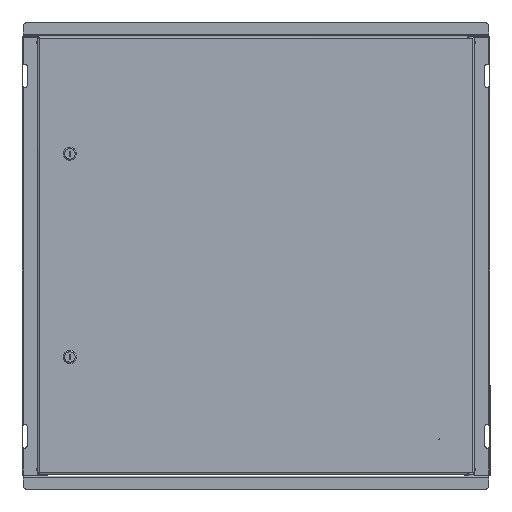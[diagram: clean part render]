
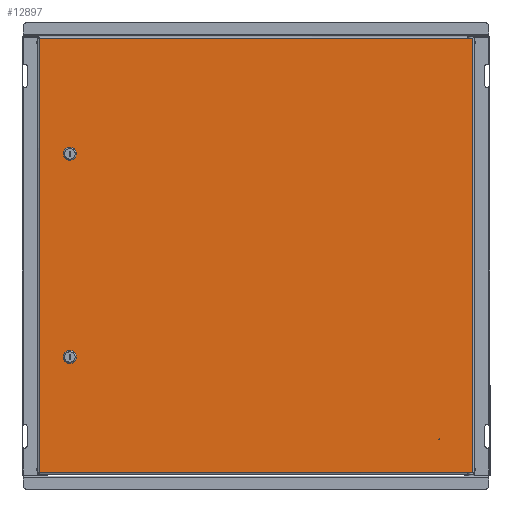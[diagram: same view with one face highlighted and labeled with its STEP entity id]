
A CAD part, top view. The second image highlights one B-rep face of the part: STEP entity #12897.
In plain terms, the highlighted planar face has unit normal (0, 0, 1).
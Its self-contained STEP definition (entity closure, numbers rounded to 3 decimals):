
#91 = EDGE_CURVE ( 'NONE', #7122, #17325, #7931, .T. ) ;
#337 = VERTEX_POINT ( 'NONE', #4265 ) ;
#394 = EDGE_CURVE ( 'NONE', #8633, #10754, #5819, .T. ) ;
#691 = CARTESIAN_POINT ( 'NONE',  ( -308.75, -168.29, 0. ) ) ;
#785 = CIRCLE ( 'NONE', #10892, 9.5 ) ;
#822 = VERTEX_POINT ( 'NONE', #9964 ) ;
#877 = VERTEX_POINT ( 'NONE', #7197 ) ;
#1008 = CARTESIAN_POINT ( 'NONE',  ( -317., -173., 0. ) ) ;
#1031 = VERTEX_POINT ( 'NONE', #2274 ) ;
#1107 = LINE ( 'NONE', #9011, #9412 ) ;
#1278 = CARTESIAN_POINT ( 'NONE',  ( -325.25, 177.71, 0. ) ) ;
#1352 = CARTESIAN_POINT ( 'NONE',  ( 370.788, 369.9, 0. ) ) ;
#1437 = DIRECTION ( 'NONE',  ( 0., -1., 0. ) ) ;
#1537 = CIRCLE ( 'NONE', #9688, 9.5 ) ;
#1565 = DIRECTION ( 'NONE',  ( 0., 0., 1. ) ) ;
#1577 = CARTESIAN_POINT ( 'NONE',  ( -325.25, -177.71, 0. ) ) ;
#1629 = LINE ( 'NONE', #12344, #10953 ) ;
#1655 = EDGE_CURVE ( 'NONE', #8656, #877, #1629, .T. ) ;
#2274 = CARTESIAN_POINT ( 'NONE',  ( 312.5, -313., 0. ) ) ;
#2322 = EDGE_CURVE ( 'NONE', #822, #8656, #13364, .T. ) ;
#2461 = FACE_BOUND ( 'NONE', #16079, .T. ) ;
#2466 = EDGE_CURVE ( 'NONE', #1031, #15926, #4076, .T. ) ;
#2635 = FACE_OUTER_BOUND ( 'NONE', #4682, .T. ) ;
#2698 = CARTESIAN_POINT ( 'NONE',  ( 312., -313., 0. ) ) ;
#2704 = AXIS2_PLACEMENT_3D ( 'NONE', #12691, #10085, #8738 ) ;
#2781 = EDGE_CURVE ( 'NONE', #17325, #8548, #16477, .T. ) ;
#2794 = ORIENTED_EDGE ( 'NONE', *, *, #394, .F. ) ;
#2867 = DIRECTION ( 'NONE',  ( 0., 0., 1. ) ) ;
#3128 = EDGE_CURVE ( 'NONE', #13759, #9563, #14643, .T. ) ;
#3215 = EDGE_CURVE ( 'NONE', #14431, #7122, #785, .T. ) ;
#3222 = ORIENTED_EDGE ( 'NONE', *, *, #1655, .T. ) ;
#3371 = AXIS2_PLACEMENT_3D ( 'NONE', #2698, #5406, #6622 ) ;
#3412 = LINE ( 'NONE', #11340, #6010 ) ;
#3427 = ORIENTED_EDGE ( 'NONE', *, *, #5817, .F. ) ;
#3795 = CARTESIAN_POINT ( 'NONE',  ( 360., 369.9, 0. ) ) ;
#3925 = CARTESIAN_POINT ( 'NONE',  ( 312., -313., 0. ) ) ;
#4076 = CIRCLE ( 'NONE', #13341, 0.5 ) ;
#4264 = CARTESIAN_POINT ( 'NONE',  ( -317., 173., 0. ) ) ;
#4265 = CARTESIAN_POINT ( 'NONE',  ( 368.9, -369.9, 0. ) ) ;
#4416 = DIRECTION ( 'NONE',  ( 0., -1., 0. ) ) ;
#4495 = VERTEX_POINT ( 'NONE', #16179 ) ;
#4653 = ORIENTED_EDGE ( 'NONE', *, *, #3128, .T. ) ;
#4682 = EDGE_LOOP ( 'NONE', ( #6903, #4653, #8319, #9950, #9735, #3222 ) ) ;
#5016 = DIRECTION ( 'NONE',  ( 0., -1., 0. ) ) ;
#5325 = DIRECTION ( 'NONE',  ( 0., 0., 1. ) ) ;
#5406 = DIRECTION ( 'NONE',  ( 0., 0., 1. ) ) ;
#5484 = DIRECTION ( 'NONE',  ( 1., 0., 0. ) ) ;
#5758 = CARTESIAN_POINT ( 'NONE',  ( -317., 173., 0. ) ) ;
#5817 = EDGE_CURVE ( 'NONE', #15926, #1031, #8136, .T. ) ;
#5819 = LINE ( 'NONE', #6806, #17354 ) ;
#5823 = ORIENTED_EDGE ( 'NONE', *, *, #10924, .F. ) ;
#5849 = ORIENTED_EDGE ( 'NONE', *, *, #3215, .T. ) ;
#6010 = VECTOR ( 'NONE', #8780, 1000. ) ;
#6252 = ORIENTED_EDGE ( 'NONE', *, *, #14971, .F. ) ;
#6319 = DIRECTION ( 'NONE',  ( 0., 0., -1. ) ) ;
#6586 = VECTOR ( 'NONE', #11817, 1000. ) ;
#6622 = DIRECTION ( 'NONE',  ( 1., 0., 0. ) ) ;
#6695 = DIRECTION ( 'NONE',  ( 0., 1., 0. ) ) ;
#6791 = CARTESIAN_POINT ( 'NONE',  ( -325.25, -168.29, 0. ) ) ;
#6806 = CARTESIAN_POINT ( 'NONE',  ( -325.25, 168.29, 0. ) ) ;
#6903 = ORIENTED_EDGE ( 'NONE', *, *, #10082, .T. ) ;
#6981 = DIRECTION ( 'NONE',  ( 1., 0., 0. ) ) ;
#7122 = VERTEX_POINT ( 'NONE', #1577 ) ;
#7197 = CARTESIAN_POINT ( 'NONE',  ( -368.9, 369.9, 0. ) ) ;
#7828 = FACE_BOUND ( 'NONE', #11676, .T. ) ;
#7931 = LINE ( 'NONE', #6791, #10627 ) ;
#7942 = ORIENTED_EDGE ( 'NONE', *, *, #91, .T. ) ;
#7985 = FACE_BOUND ( 'NONE', #14957, .T. ) ;
#8006 = LINE ( 'NONE', #14777, #11383 ) ;
#8136 = CIRCLE ( 'NONE', #3371, 0.5 ) ;
#8172 = CARTESIAN_POINT ( 'NONE',  ( -308.75, -177.71, 0. ) ) ;
#8319 = ORIENTED_EDGE ( 'NONE', *, *, #10291, .T. ) ;
#8548 = VERTEX_POINT ( 'NONE', #691 ) ;
#8633 = VERTEX_POINT ( 'NONE', #1278 ) ;
#8656 = VERTEX_POINT ( 'NONE', #3795 ) ;
#8738 = DIRECTION ( 'NONE',  ( 1., 0., 0. ) ) ;
#8780 = DIRECTION ( 'NONE',  ( 1., 0., 0. ) ) ;
#9011 = CARTESIAN_POINT ( 'NONE',  ( -368.9, 371.788, 0. ) ) ;
#9069 = DIRECTION ( 'NONE',  ( 1., 0., 0. ) ) ;
#9099 = ORIENTED_EDGE ( 'NONE', *, *, #2466, .F. ) ;
#9192 = AXIS2_PLACEMENT_3D ( 'NONE', #4264, #2867, #6981 ) ;
#9311 = DIRECTION ( 'NONE',  ( 1., 0., 0. ) ) ;
#9394 = CARTESIAN_POINT ( 'NONE',  ( -370.788, -369.9, 0. ) ) ;
#9412 = VECTOR ( 'NONE', #5016, 1000. ) ;
#9504 = EDGE_CURVE ( 'NONE', #337, #822, #11606, .T. ) ;
#9563 = VERTEX_POINT ( 'NONE', #15894 ) ;
#9688 = AXIS2_PLACEMENT_3D ( 'NONE', #5758, #1565, #5484 ) ;
#9735 = ORIENTED_EDGE ( 'NONE', *, *, #2322, .T. ) ;
#9950 = ORIENTED_EDGE ( 'NONE', *, *, #9504, .T. ) ;
#9964 = CARTESIAN_POINT ( 'NONE',  ( 368.9, 369.9, 0. ) ) ;
#10082 = EDGE_CURVE ( 'NONE', #877, #13759, #1107, .T. ) ;
#10085 = DIRECTION ( 'NONE',  ( 0., 0., -1. ) ) ;
#10291 = EDGE_CURVE ( 'NONE', #9563, #337, #3412, .T. ) ;
#10566 = CARTESIAN_POINT ( 'NONE',  ( 368.9, -371.788, 0. ) ) ;
#10627 = VECTOR ( 'NONE', #6695, 1000. ) ;
#10754 = VERTEX_POINT ( 'NONE', #11663 ) ;
#10892 = AXIS2_PLACEMENT_3D ( 'NONE', #1008, #6319, #11712 ) ;
#10924 = EDGE_CURVE ( 'NONE', #10754, #16218, #1537, .T. ) ;
#10953 = VECTOR ( 'NONE', #11037, 1000. ) ;
#11037 = DIRECTION ( 'NONE',  ( -1., 0., 0. ) ) ;
#11340 = CARTESIAN_POINT ( 'NONE',  ( -370.788, -369.9, 0. ) ) ;
#11383 = VECTOR ( 'NONE', #17260, 1000. ) ;
#11540 = ORIENTED_EDGE ( 'NONE', *, *, #12480, .F. ) ;
#11606 = LINE ( 'NONE', #10566, #13294 ) ;
#11663 = CARTESIAN_POINT ( 'NONE',  ( -325.25, 168.29, 0. ) ) ;
#11676 = EDGE_LOOP ( 'NONE', ( #6252, #11540, #5823, #2794 ) ) ;
#11682 = EDGE_CURVE ( 'NONE', #8548, #14431, #13451, .T. ) ;
#11712 = DIRECTION ( 'NONE',  ( 1., 0., 0. ) ) ;
#11817 = DIRECTION ( 'NONE',  ( -1., 0., 0. ) ) ;
#11977 = VECTOR ( 'NONE', #13677, 1000. ) ;
#12344 = CARTESIAN_POINT ( 'NONE',  ( 370.788, 369.9, 0. ) ) ;
#12480 = EDGE_CURVE ( 'NONE', #16218, #4495, #8006, .T. ) ;
#12660 = CARTESIAN_POINT ( 'NONE',  ( -368.9, -369.9, 0. ) ) ;
#12691 = CARTESIAN_POINT ( 'NONE',  ( -317., -173., 0. ) ) ;
#12897 = ADVANCED_FACE ( 'NONE', ( #2461, #7828, #2635, #7985 ), #15735, .T. ) ;
#13294 = VECTOR ( 'NONE', #14485, 1000. ) ;
#13341 = AXIS2_PLACEMENT_3D ( 'NONE', #3925, #5325, #9311 ) ;
#13364 = LINE ( 'NONE', #1352, #6586 ) ;
#13451 = LINE ( 'NONE', #17327, #17251 ) ;
#13677 = DIRECTION ( 'NONE',  ( 1., 0., 0. ) ) ;
#13734 = ORIENTED_EDGE ( 'NONE', *, *, #11682, .T. ) ;
#13759 = VERTEX_POINT ( 'NONE', #12660 ) ;
#14431 = VERTEX_POINT ( 'NONE', #8172 ) ;
#14485 = DIRECTION ( 'NONE',  ( 0., 1., 0. ) ) ;
#14491 = CARTESIAN_POINT ( 'NONE',  ( 0., 0., 0. ) ) ;
#14643 = LINE ( 'NONE', #9394, #11977 ) ;
#14777 = CARTESIAN_POINT ( 'NONE',  ( -308.75, 168.29, 0. ) ) ;
#14957 = EDGE_LOOP ( 'NONE', ( #13734, #5849, #7942, #17246 ) ) ;
#14971 = EDGE_CURVE ( 'NONE', #4495, #8633, #17050, .T. ) ;
#15262 = CARTESIAN_POINT ( 'NONE',  ( 311.5, -313., 0. ) ) ;
#15735 = PLANE ( 'NONE',  #16187 ) ;
#15860 = CARTESIAN_POINT ( 'NONE',  ( -308.75, 168.29, 0. ) ) ;
#15894 = CARTESIAN_POINT ( 'NONE',  ( 360., -369.9, 0. ) ) ;
#15926 = VERTEX_POINT ( 'NONE', #15262 ) ;
#16079 = EDGE_LOOP ( 'NONE', ( #3427, #9099 ) ) ;
#16179 = CARTESIAN_POINT ( 'NONE',  ( -308.75, 177.71, 0. ) ) ;
#16187 = AXIS2_PLACEMENT_3D ( 'NONE', #14491, #17239, #9069 ) ;
#16218 = VERTEX_POINT ( 'NONE', #15860 ) ;
#16477 = CIRCLE ( 'NONE', #2704, 9.5 ) ;
#17050 = CIRCLE ( 'NONE', #9192, 9.5 ) ;
#17239 = DIRECTION ( 'NONE',  ( 0., 0., 1. ) ) ;
#17246 = ORIENTED_EDGE ( 'NONE', *, *, #2781, .T. ) ;
#17251 = VECTOR ( 'NONE', #1437, 1000. ) ;
#17260 = DIRECTION ( 'NONE',  ( 0., 1., 0. ) ) ;
#17325 = VERTEX_POINT ( 'NONE', #17335 ) ;
#17327 = CARTESIAN_POINT ( 'NONE',  ( -308.75, -168.29, 0. ) ) ;
#17335 = CARTESIAN_POINT ( 'NONE',  ( -325.25, -168.29, 0. ) ) ;
#17354 = VECTOR ( 'NONE', #4416, 1000. ) ;
